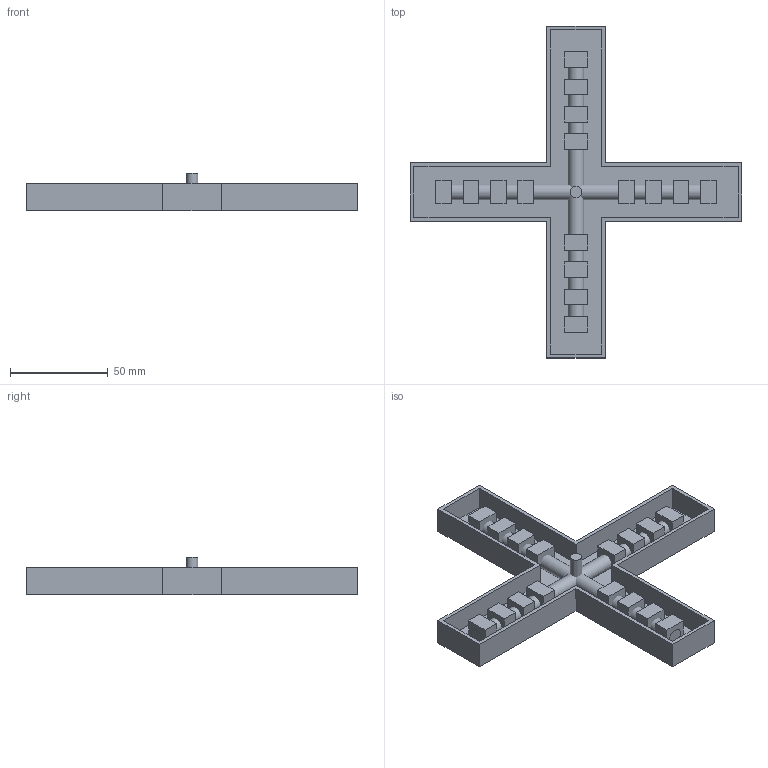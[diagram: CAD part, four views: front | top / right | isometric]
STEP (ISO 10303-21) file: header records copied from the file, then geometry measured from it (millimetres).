
FILE_DESCRIPTION(/* description */ (''),/* implementation_level */ '2;1');
FILE_NAME(/* name */ '',/* time_stamp */ '2022-11-24T10:50:03+08:00',/* author */ (''),/* organization */ (''),/* preprocessor_version */ 'ST-DEVELOPER v19.2',/* originating_system */ 'Autodesk Translation Framework v11.17.0.187',/* authorisation */ '');
FILE_SCHEMA (('AUTOMOTIVE_DESIGN { 1 0 10303 214 3 1 1 }'));
Length unit declared in the file: millimetre
Products named in the file (1): 四爪
Bounding box: 170 x 170 x 19 mm (x, y, z)
Volume: 63964.4 mm3; surface area: 50129.4 mm2
Topology: 4 solids, 4 shells, 118 faces, 279 edges, 186 vertices
Faces by surface type: plane 115, cylinder 3
Full cylindrical faces by diameter (mm): 6 x1
Entity records: 3359 total; most frequent: CARTESIAN_POINT 584, ORIENTED_EDGE 558, DIRECTION 523, EDGE_CURVE 279, LINE 273, VECTOR 273, VERTEX_POINT 186, EDGE_LOOP 135
